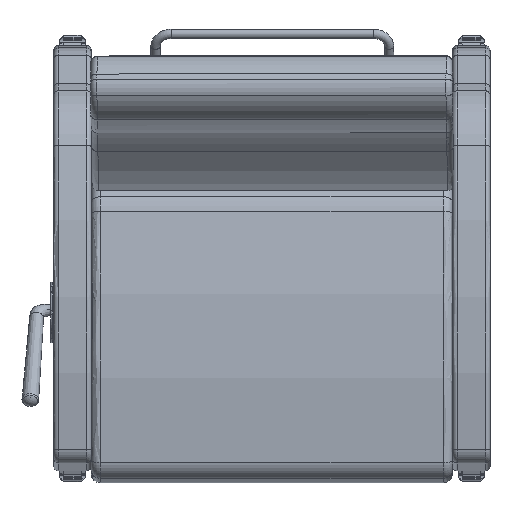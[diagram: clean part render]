
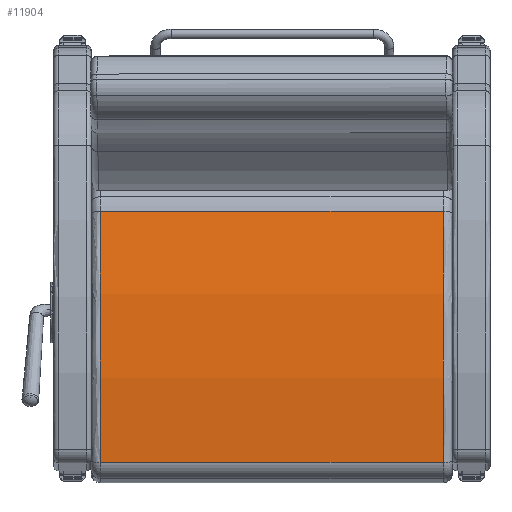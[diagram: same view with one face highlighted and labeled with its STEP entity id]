
A CAD part, front view. The second image highlights one B-rep face of the part: STEP entity #11904.
In plain terms, the highlighted free-form (B-spline) face has degree [1, 2] with [2, 3] control points.
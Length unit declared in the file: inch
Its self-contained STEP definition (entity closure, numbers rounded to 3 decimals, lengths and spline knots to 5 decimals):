
#272=(
BOUNDED_SURFACE()
B_SPLINE_SURFACE(1,2,((#19116,#19117,#19118),(#19119,#19120,#19121)),
 .UNSPECIFIED.,.F.,.F.,.F.)
B_SPLINE_SURFACE_WITH_KNOTS((2,2),(3,3),(-0.22896,0.22896),
(1.36178,1.69928),.UNSPECIFIED.)
GEOMETRIC_REPRESENTATION_ITEM()
RATIONAL_B_SPLINE_SURFACE(((1.,0.986,1.),(1.,0.986,
1.)))
REPRESENTATION_ITEM('')
SURFACE()
);
#518=ELLIPSE('',#13000,60.05357,60.);
#528=ELLIPSE('',#13028,60.05357,60.);
#1153=FACE_OUTER_BOUND('',#1948,.T.);
#1948=EDGE_LOOP('',(#8185,#8186,#8187,#8188));
#2838=LINE('',#19114,#3618);
#2839=LINE('',#19123,#3619);
#3618=VECTOR('',#14826,0.3937);
#3619=VECTOR('',#14829,0.3937);
#5204=VERTEX_POINT('',#18906);
#5205=VERTEX_POINT('',#18907);
#5230=VERTEX_POINT('',#19113);
#5231=VERTEX_POINT('',#19122);
#6327=EDGE_CURVE('',#5204,#5205,#518,.T.);
#6365=EDGE_CURVE('',#5205,#5230,#2838,.T.);
#6367=EDGE_CURVE('',#5204,#5231,#2839,.T.);
#6368=EDGE_CURVE('',#5230,#5231,#528,.T.);
#8185=ORIENTED_EDGE('',*,*,#6327,.F.);
#8186=ORIENTED_EDGE('',*,*,#6367,.T.);
#8187=ORIENTED_EDGE('',*,*,#6368,.F.);
#8188=ORIENTED_EDGE('',*,*,#6365,.F.);
#11904=ADVANCED_FACE('',(#1153),#272,.F.);
#13000=AXIS2_PLACEMENT_3D('',#18908,#14758,#14759);
#13028=AXIS2_PLACEMENT_3D('',#19124,#14830,#14831);
#14758=DIRECTION('center_axis',(0.,0.,-1.));
#14759=DIRECTION('ref_axis',(1.,0.,0.));
#14826=DIRECTION('',(0.,0.,1.));
#14829=DIRECTION('',(0.,0.,1.));
#14830=DIRECTION('center_axis',(0.,0.,1.));
#14831=DIRECTION('ref_axis',(1.,0.,0.));
#18906=CARTESIAN_POINT('',(-10.04459,1.25621,-13.75));
#18907=CARTESIAN_POINT('',(10.1114,0.44486,-13.75));
#18908=CARTESIAN_POINT('Origin',(-2.34979,-58.24922,-13.75));
#19113=CARTESIAN_POINT('',(10.1114,0.44486,13.75));
#19114=CARTESIAN_POINT('',(10.1114,0.44486,0.));
#19116=CARTESIAN_POINT('Ctrl Pts',(10.1114,0.44486,-13.75));
#19117=CARTESIAN_POINT('Ctrl Pts',(0.10258,2.56602,-13.75));
#19118=CARTESIAN_POINT('Ctrl Pts',(-10.04459,1.25621,-13.75));
#19119=CARTESIAN_POINT('Ctrl Pts',(10.1114,0.44486,13.75));
#19120=CARTESIAN_POINT('Ctrl Pts',(0.10258,2.56602,13.75));
#19121=CARTESIAN_POINT('Ctrl Pts',(-10.04459,1.25621,13.75));
#19122=CARTESIAN_POINT('',(-10.04459,1.25621,13.75));
#19123=CARTESIAN_POINT('',(-10.04459,1.25621,0.));
#19124=CARTESIAN_POINT('Origin',(-2.34979,-58.24922,13.75));
